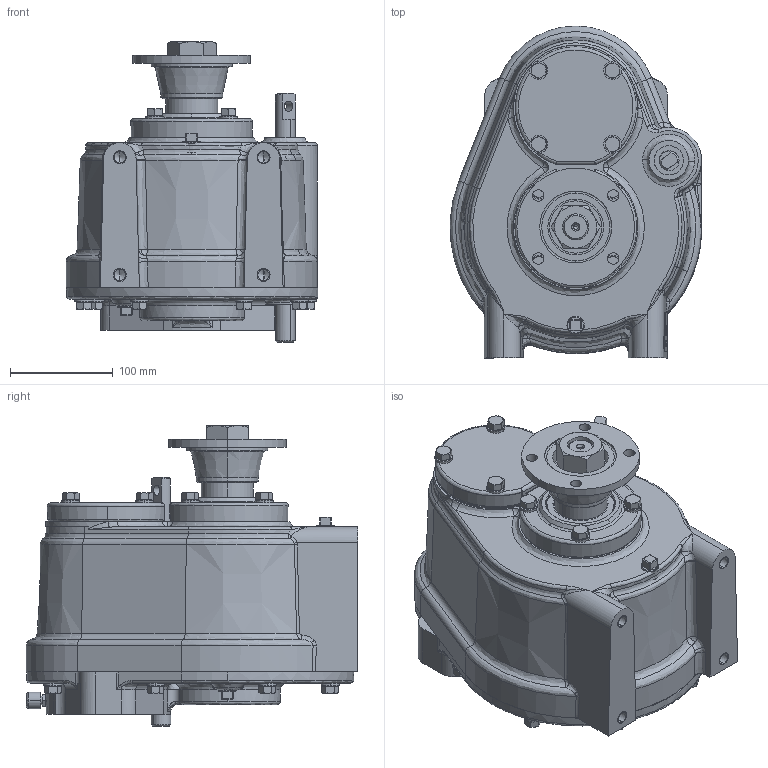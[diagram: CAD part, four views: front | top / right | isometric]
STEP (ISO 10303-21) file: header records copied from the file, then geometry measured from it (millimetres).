
FILE_DESCRIPTION (( 'STEP AP214' ), '1' );
FILE_NAME ('D106T00.STEP', '2017-10-12T15:10:20', ( 'MikeMihajlovic' ), ( 'Microsoft' ), 'SwSTEP 2.0', 'SolidWorks 2017', '' );
FILE_SCHEMA (( 'AUTOMOTIVE_DESIGN' ));
Length unit declared in the file: inch
Products named in the file (29): FN37386; D106017; OS2_000-47; D106048; D106023; D106003; D106013_ASM; RD106013_AF0; OS_750-34; D106012_ASM; D106024; RD106012_AF0; EP550-015; D106037; D106021; D106002_ASM_1; DS90081A106_13; RD106002_AF0; NP266409-1_12; D106001_ASM_1; PPSQM_375-18_1; RD106001_AF0; PPSQG_375-18_2; D106001_ASM; AV300805; HHCSZ_38-16X1_25_5; D106T00; LWZ_38_8; DWL375X1_00
Assembly tree (64 placements, depth 3):
  D106T00
    D106001_ASM_1
      D106001_ASM
      RD106001_AF0
    D106002_ASM_1
      RD106002_AF0
    D106037  x2
    D106012_ASM
      RD106012_AF0
    D106013_ASM
      RD106013_AF0
    D106003
    D106023
    D106048
    OS2_000-47
    D106017
    FN37386
    DWL375X1_00  x2
    LWZ_38_8  x16
    HHCSZ_38-16X1_25_5  x17
    AV300805
    PPSQG_375-18_2
    PPSQM_375-18_1
    NP266409-1_12
    DS90081A106_13  x2
    D106021
    EP550-015  x2
    D106024
    OS_750-34  x2
Bounding box: 244.67 x 322.71 x 292.23 mm (x, y, z)
Volume: 2852081 mm3; surface area: 854094.7 mm2
Topology: 40 solids, 98 shells, 2841 faces, 7463 edges, 4834 vertices
Faces by surface type: plane 1276, cylinder 852, bspline 363, cone 346, torus 4
Entity records: 113234 total; most frequent: CARTESIAN_POINT 56324, ORIENTED_EDGE 12352, DIRECTION 10443, EDGE_CURVE 6222, VERTEX_POINT 4057, AXIS2_PLACEMENT_3D 3605, LINE 3233, VECTOR 3233
